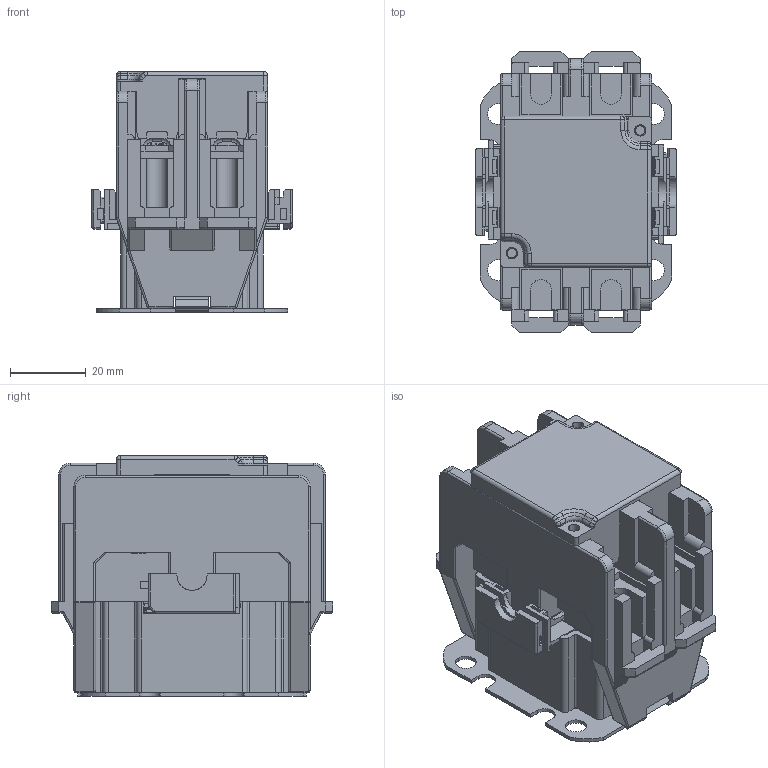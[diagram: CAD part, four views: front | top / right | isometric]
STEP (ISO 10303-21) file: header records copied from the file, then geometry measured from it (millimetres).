
FILE_DESCRIPTION((''),'2;1');
FILE_NAME('2HC_401_1002_ASM','2021-06-11T',('LESTER'),(''),'PRO/ENGINEER BY PARAMETRIC TECHNOLOGY CORPORATION, 2017170','PRO/ENGINEER BY PARAMETRIC TECHNOLOGY CORPORATION, 2017170','');
FILE_SCHEMA(('CONFIG_CONTROL_DESIGN'));
Length unit declared in the file: millimetre
Products named in the file (10): 8HC_024_1001; 8HC_104_1001; 5HC_104_1001_ASM; 8HC_732_1001; 8HC_862_1001; 5HC_520_1001_1-8_ASM; 8HC_325_1005; 8HC_062_1000; 8HC_315_1001; 2HC_401_1002_ASM
Assembly tree (10 placements, depth 3):
  2HC_401_1002_ASM
    8HC_024_1001
    5HC_104_1001_ASM
      8HC_104_1001
    5HC_520_1001_1-8_ASM
      8HC_732_1001
      8HC_862_1001
    8HC_325_1005  x2
    8HC_062_1000
    8HC_315_1001
Bounding box: 53 x 74.5 x 63.7 mm (x, y, z)
Surface area: 59295 mm2 (no closed solid volume)
Topology: 0 solids, 7 shells, 2098 faces, 5696 edges, 3634 vertices
Faces by surface type: plane 1437, cylinder 507, torus 62, sphere 54, bspline 20, cone 18
Entity records: 62617 total; most frequent: CARTESIAN_POINT 12374, ORIENTED_EDGE 10664, DIRECTION 10124, EDGE_CURVE 5332, VECTOR 4252, LINE 4252, VERTEX_POINT 3394, AXIS2_PLACEMENT_3D 2936
